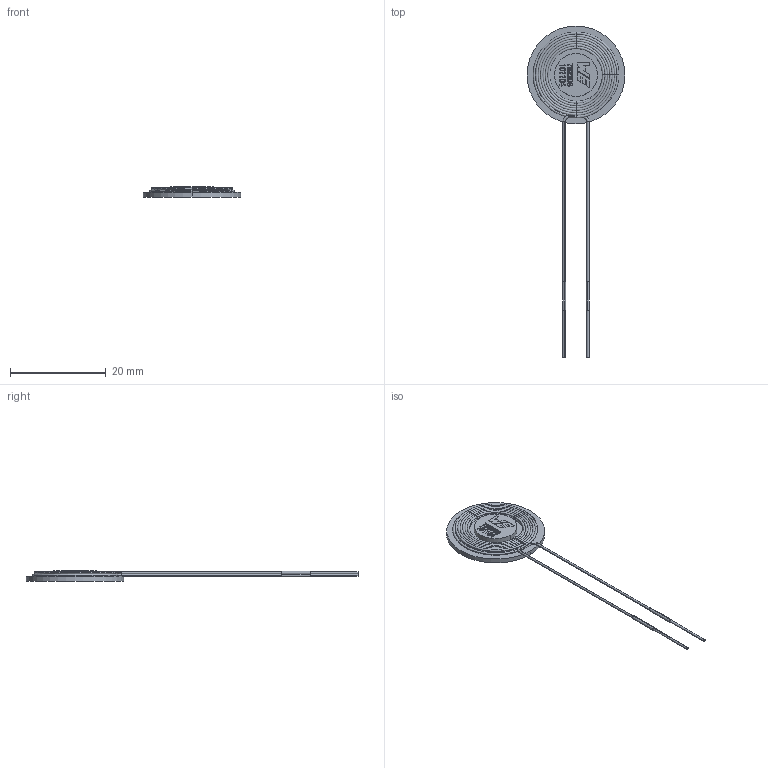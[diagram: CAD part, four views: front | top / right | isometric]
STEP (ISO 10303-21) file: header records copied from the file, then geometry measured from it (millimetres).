
FILE_DESCRIPTION(/* description */ ('Unknown'),/* implementation_level */ '2;1');
FILE_NAME(/* name */ 'L_Wurth_WE-WPCC-TX_760308101104',/* time_stamp */ '2025-04-18T11:22:02+08:00',/* author */ ('Unknown'),/* organization */ ('Unknown'),/* preprocessor_version */ 'ST-DEVELOPER v19.4',/* originating_system */ 'Solid Edge',/* authorisation */ 'Unknown');
FILE_SCHEMA (('AUTOMOTIVE_DESIGN {1 0 10303 214 3 1 1}'));
Length unit declared in the file: millimetre
Products named in the file (2): L_Wurth_WE-WPCC-TX_760308101104
Assembly tree (1 placements, depth 2):
  L_Wurth_WE-WPCC-TX_760308101104
    L_Wurth_WE-WPCC-TX_760308101104
Bounding box: 20.5 x 69.5 x 2.16 mm (x, y, z)
Volume: 528.3 mm3; surface area: 1792.9 mm2
Topology: 2 solids, 2 shells, 238 faces, 557 edges, 346 vertices
Faces by surface type: plane 100, bspline 61, torus 56, cylinder 21
Entity records: 11027 total; most frequent: CARTESIAN_POINT 4152, ORIENTED_EDGE 1114, DIRECTION 985, EDGE_CURVE 557, AXIS2_PLACEMENT_3D 363, VERTEX_POINT 346, EDGE_LOOP 265, FACE_BOUND 265
